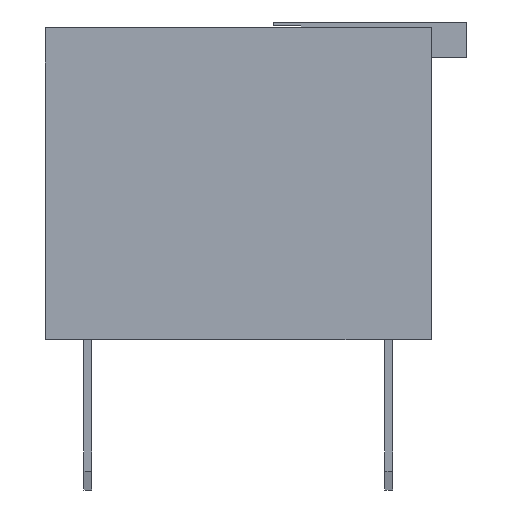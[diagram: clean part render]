
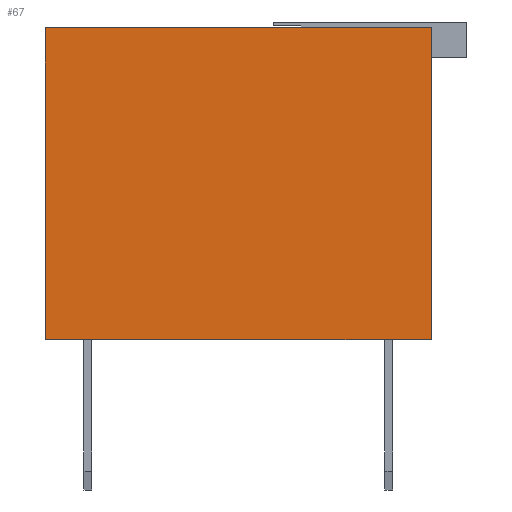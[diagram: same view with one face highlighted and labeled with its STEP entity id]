
A CAD part, left-side view. The second image highlights one B-rep face of the part: STEP entity #67.
In plain terms, the highlighted planar face has unit normal (-1, 0, 0).
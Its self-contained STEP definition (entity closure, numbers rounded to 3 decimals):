
#13=DIRECTION('',(0.,0.,1.));
#27=VECTOR('',#13,1.);
#30=VERTEX_POINT('',#31);
#31=CARTESIAN_POINT('',(-2.33,8.7,7.9));
#36=EDGE_CURVE('',#37,#30,#39,.T.);
#37=VERTEX_POINT('',#38);
#38=CARTESIAN_POINT('',(-2.33,8.7,0.));
#39=LINE('',#38,#27);
#45=DIRECTION('',(0.,-1.,0.));
#67=ADVANCED_FACE('',(#68),#85,.F.);
#68=FACE_BOUND('',#69,.F.);
#69=EDGE_LOOP('',(#70,#71,#77,#82));
#70=ORIENTED_EDGE('',*,*,#36,.T.);
#71=ORIENTED_EDGE('',*,*,#72,.T.);
#72=EDGE_CURVE('',#30,#73,#75,.T.);
#73=VERTEX_POINT('',#74);
#74=CARTESIAN_POINT('',(-2.33,-1.08,7.9));
#75=LINE('',#31,#76);
#76=VECTOR('',#45,1.);
#77=ORIENTED_EDGE('',*,*,#78,.F.);
#78=EDGE_CURVE('',#79,#73,#81,.T.);
#79=VERTEX_POINT('',#80);
#80=CARTESIAN_POINT('',(-2.33,-1.08,0.));
#81=LINE('',#80,#27);
#82=ORIENTED_EDGE('',*,*,#83,.F.);
#83=EDGE_CURVE('',#37,#79,#84,.T.);
#84=LINE('',#38,#76);
#85=PLANE('',#86);
#86=AXIS2_PLACEMENT_3D('',#38,#87,#45);
#87=DIRECTION('',(1.,0.,0.));
